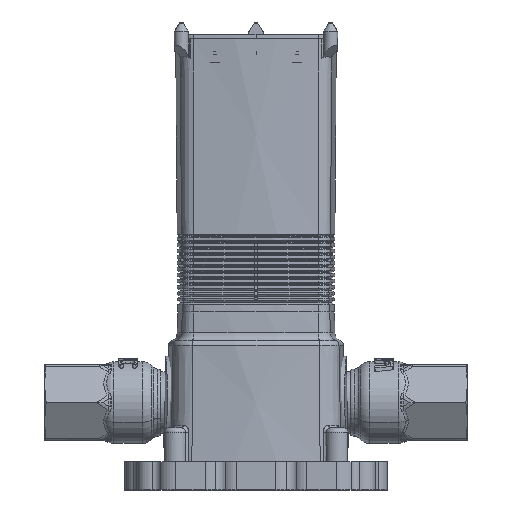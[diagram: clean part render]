
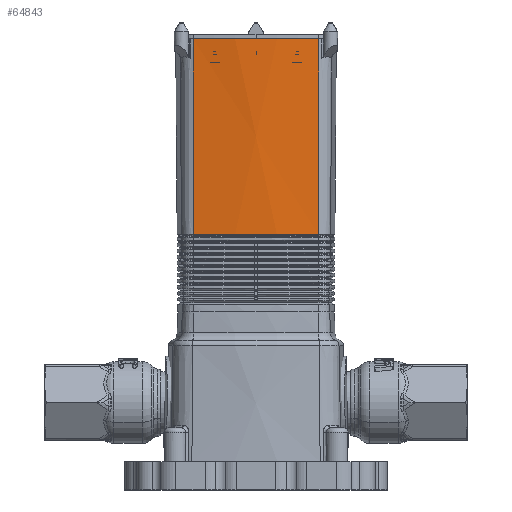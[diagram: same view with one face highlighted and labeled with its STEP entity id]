
A CAD part, front view. The second image highlights one B-rep face of the part: STEP entity #64843.
In plain terms, the highlighted conical face has half-angle 0.5 degrees and reference radius 151.777 mm.
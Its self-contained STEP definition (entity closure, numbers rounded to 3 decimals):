
#3268 = ORIENTED_EDGE ( 'NONE', *, *, #54914, .T. ) ;
#4535 = CONICAL_SURFACE ( 'NONE', #75023, 151.777, 0.009 ) ;
#7926 = EDGE_CURVE ( 'NONE', #53754, #52891, #75703, .T. ) ;
#9158 = DIRECTION ( 'NONE',  ( -0.001, -0.009, 1. ) ) ;
#9375 = VECTOR ( 'NONE', #50950, 1000. ) ;
#11159 = DIRECTION ( 'NONE',  ( 0., 0., -1. ) ) ;
#19174 = CARTESIAN_POINT ( 'NONE',  ( 22.188, -126.574, 111.571 ) ) ;
#19808 = AXIS2_PLACEMENT_3D ( 'NONE', #78612, #37688, #85485 ) ;
#24442 = CARTESIAN_POINT ( 'NONE',  ( 0., 24., 63.143 ) ) ;
#29445 = EDGE_LOOP ( 'NONE', ( #55735, #3268, #56681, #42934 ) ) ;
#29932 = LINE ( 'NONE', #56916, #84450 ) ;
#31303 = DIRECTION ( 'NONE',  ( -0.146, 0.989, 0. ) ) ;
#32371 = CARTESIAN_POINT ( 'NONE',  ( -22.161, -126.393, 90.653 ) ) ;
#34500 = VERTEX_POINT ( 'NONE', #49420 ) ;
#37688 = DIRECTION ( 'NONE',  ( 0., 0., -1. ) ) ;
#42934 = ORIENTED_EDGE ( 'NONE', *, *, #67133, .F. ) ;
#43011 = FACE_OUTER_BOUND ( 'NONE', #29445, .T. ) ;
#46022 = CARTESIAN_POINT ( 'NONE',  ( -22.249, -126.992, 160. ) ) ;
#49420 = CARTESIAN_POINT ( 'NONE',  ( 22.249, -126.992, 160. ) ) ;
#50505 = CIRCLE ( 'NONE', #19808, 152.623 ) ;
#50950 = DIRECTION ( 'NONE',  ( 0.001, -0.009, 1. ) ) ;
#52086 = CARTESIAN_POINT ( 'NONE',  ( 0., 24., 90.653 ) ) ;
#52891 = VERTEX_POINT ( 'NONE', #32371 ) ;
#53754 = VERTEX_POINT ( 'NONE', #55558 ) ;
#54914 = EDGE_CURVE ( 'NONE', #53754, #34500, #82045, .T. ) ;
#55558 = CARTESIAN_POINT ( 'NONE',  ( 22.161, -126.393, 90.653 ) ) ;
#55735 = ORIENTED_EDGE ( 'NONE', *, *, #7926, .F. ) ;
#56681 = ORIENTED_EDGE ( 'NONE', *, *, #59522, .T. ) ;
#56916 = CARTESIAN_POINT ( 'NONE',  ( -22.188, -126.574, 111.571 ) ) ;
#58905 = DIRECTION ( 'NONE',  ( 1., 0., 0. ) ) ;
#59522 = EDGE_CURVE ( 'NONE', #34500, #67834, #50505, .T. ) ;
#64843 = ADVANCED_FACE ( 'NONE', ( #43011 ), #4535, .T. ) ;
#66996 = AXIS2_PLACEMENT_3D ( 'NONE', #52086, #11159, #58905 ) ;
#67133 = EDGE_CURVE ( 'NONE', #52891, #67834, #29932, .T. ) ;
#67834 = VERTEX_POINT ( 'NONE', #46022 ) ;
#72211 = DIRECTION ( 'NONE',  ( 0., 0., 1. ) ) ;
#75023 = AXIS2_PLACEMENT_3D ( 'NONE', #24442, #72211, #31303 ) ;
#75703 = CIRCLE ( 'NONE', #66996, 152.017 ) ;
#78612 = CARTESIAN_POINT ( 'NONE',  ( 0., 24., 160. ) ) ;
#82045 = LINE ( 'NONE', #19174, #9375 ) ;
#84450 = VECTOR ( 'NONE', #9158, 1000. ) ;
#85485 = DIRECTION ( 'NONE',  ( 0.076, -0.997, 0. ) ) ;
